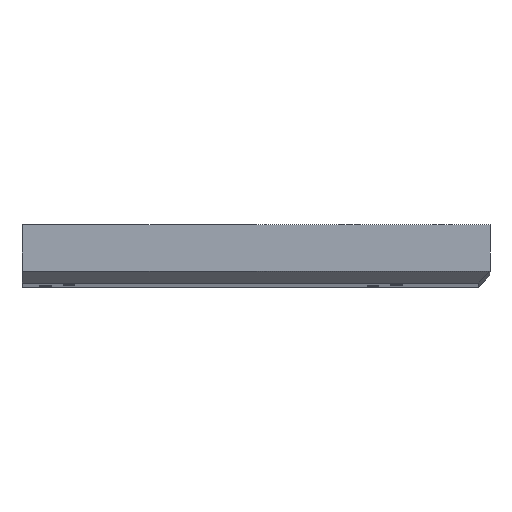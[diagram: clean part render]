
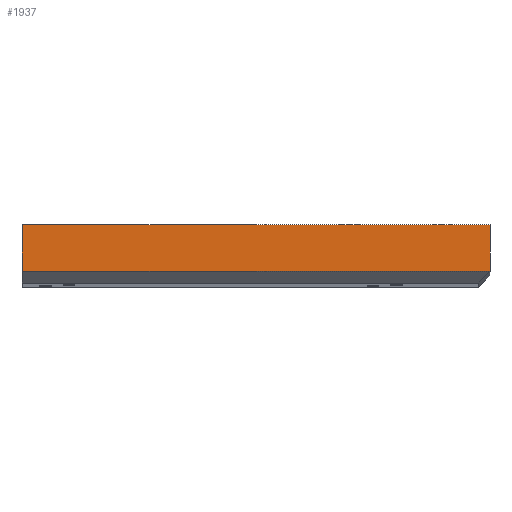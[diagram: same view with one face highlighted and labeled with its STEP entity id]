
A CAD part, top view. The second image highlights one B-rep face of the part: STEP entity #1937.
In plain terms, the highlighted planar face has unit normal (0, 0, 1).
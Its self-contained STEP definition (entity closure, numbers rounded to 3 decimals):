
#99=PLANE('',#2202);
#176=FACE_OUTER_BOUND('',#341,.T.);
#341=EDGE_LOOP('',(#1633,#1634,#1635,#1636));
#429=LINE('',#3214,#528);
#434=LINE('',#3223,#533);
#438=LINE('',#3231,#537);
#440=LINE('',#3283,#539);
#528=VECTOR('',#2590,10.);
#533=VECTOR('',#2597,10.);
#537=VECTOR('',#2605,10.);
#539=VECTOR('',#2659,10.);
#874=VERTEX_POINT('',#3207);
#876=VERTEX_POINT('',#3213);
#879=VERTEX_POINT('',#3221);
#881=VERTEX_POINT('',#3230);
#1127=EDGE_CURVE('',#874,#876,#429,.T.);
#1132=EDGE_CURVE('',#879,#874,#434,.T.);
#1136=EDGE_CURVE('',#876,#881,#438,.T.);
#1162=EDGE_CURVE('',#881,#879,#440,.T.);
#1633=ORIENTED_EDGE('',*,*,#1127,.F.);
#1634=ORIENTED_EDGE('',*,*,#1132,.F.);
#1635=ORIENTED_EDGE('',*,*,#1162,.F.);
#1636=ORIENTED_EDGE('',*,*,#1136,.F.);
#1937=ADVANCED_FACE('',(#176),#99,.T.);
#2202=AXIS2_PLACEMENT_3D('',#3364,#2740,#2741);
#2590=DIRECTION('',(-1.,0.,0.));
#2597=DIRECTION('',(0.,-1.,0.));
#2605=DIRECTION('',(0.,1.,0.));
#2659=DIRECTION('',(1.,0.,0.));
#2740=DIRECTION('center_axis',(0.,0.,1.));
#2741=DIRECTION('ref_axis',(1.,0.,0.));
#3207=CARTESIAN_POINT('',(97.5,5.,600.));
#3213=CARTESIAN_POINT('',(-102.5,5.,600.));
#3214=CARTESIAN_POINT('',(-51.25,5.,600.));
#3221=CARTESIAN_POINT('',(97.5,25.,600.));
#3223=CARTESIAN_POINT('',(97.5,0.,600.));
#3230=CARTESIAN_POINT('',(-102.5,25.,600.));
#3231=CARTESIAN_POINT('',(-102.5,0.,600.));
#3283=CARTESIAN_POINT('',(-102.5,25.,600.));
#3364=CARTESIAN_POINT('Origin',(-102.5,0.,600.));
